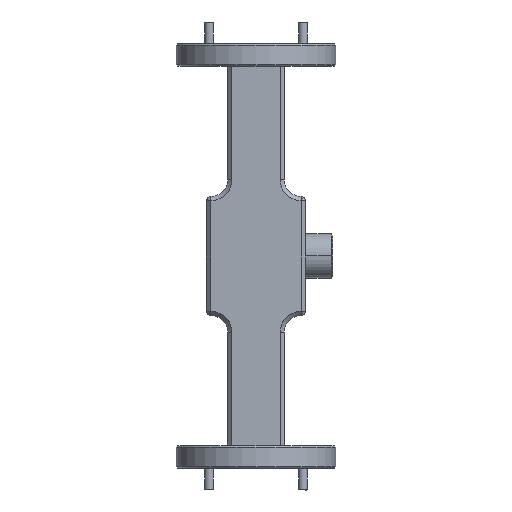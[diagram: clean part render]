
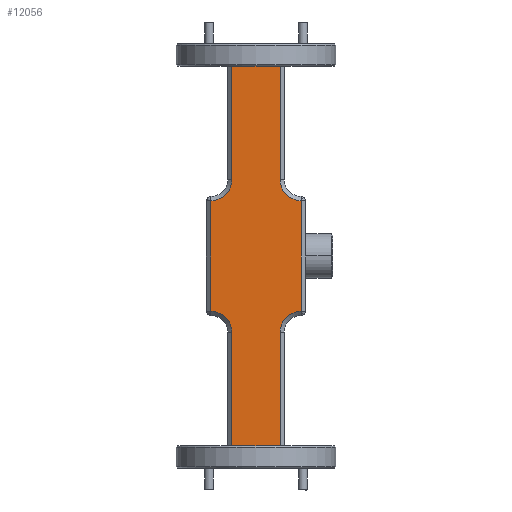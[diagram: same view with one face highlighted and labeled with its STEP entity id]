
A CAD part, front view. The second image highlights one B-rep face of the part: STEP entity #12056.
In plain terms, the highlighted planar face has unit normal (0, -1, 0).
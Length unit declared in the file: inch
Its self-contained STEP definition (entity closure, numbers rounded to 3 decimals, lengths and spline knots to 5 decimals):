
#61 = DIRECTION ( 'NONE',  ( 0., 0., 1. ) ) ;
#498 = AXIS2_PLACEMENT_3D ( 'NONE', #1825, #6381, #61 ) ;
#722 = LINE ( 'NONE', #11928, #7901 ) ;
#799 = ORIENTED_EDGE ( 'NONE', *, *, #9197, .T. ) ;
#875 = DIRECTION ( 'NONE',  ( 0., 0., 1. ) ) ;
#993 = CARTESIAN_POINT ( 'NONE',  ( -0.17, -0.15, -1.5 ) ) ;
#1019 = VERTEX_POINT ( 'NONE', #8524 ) ;
#1193 = EDGE_CURVE ( 'NONE', #3409, #1019, #11647, .T. ) ;
#1320 = EDGE_CURVE ( 'NONE', #11384, #6136, #7465, .T. ) ;
#1329 = CARTESIAN_POINT ( 'NONE',  ( 0.2, -0.15, 1.34 ) ) ;
#1461 = ORIENTED_EDGE ( 'NONE', *, *, #5084, .T. ) ;
#1462 = CARTESIAN_POINT ( 'NONE',  ( -0.32, -0.15, -0.39 ) ) ;
#1627 = VERTEX_POINT ( 'NONE', #11069 ) ;
#1825 = CARTESIAN_POINT ( 'NONE',  ( -0.32, -0.15, -0.54 ) ) ;
#1917 = AXIS2_PLACEMENT_3D ( 'NONE', #11397, #8645, #5706 ) ;
#2131 = FACE_OUTER_BOUND ( 'NONE', #4966, .T. ) ;
#2157 = DIRECTION ( 'NONE',  ( -1., 0., 0. ) ) ;
#2274 = VECTOR ( 'NONE', #10130, 39.37008 ) ;
#2735 = EDGE_CURVE ( 'NONE', #11413, #9091, #5609, .T. ) ;
#3005 = VERTEX_POINT ( 'NONE', #7013 ) ;
#3155 = EDGE_CURVE ( 'NONE', #11097, #11413, #3676, .T. ) ;
#3267 = ORIENTED_EDGE ( 'NONE', *, *, #8622, .F. ) ;
#3268 = CARTESIAN_POINT ( 'NONE',  ( 0.17, -0.15, 0.54 ) ) ;
#3356 = CARTESIAN_POINT ( 'NONE',  ( 0.17, -0.15, -1.34 ) ) ;
#3390 = CIRCLE ( 'NONE', #11958, 0.15 ) ;
#3399 = DIRECTION ( 'NONE',  ( 0., 1., 0. ) ) ;
#3409 = VERTEX_POINT ( 'NONE', #8102 ) ;
#3432 = CARTESIAN_POINT ( 'NONE',  ( 0.17, -0.15, -1.5 ) ) ;
#3513 = CARTESIAN_POINT ( 'NONE',  ( -0.17, -0.15, 1.34 ) ) ;
#3676 = LINE ( 'NONE', #993, #6403 ) ;
#3952 = PLANE ( 'NONE',  #1917 ) ;
#4234 = DIRECTION ( 'NONE',  ( 0., 0., 1. ) ) ;
#4447 = ORIENTED_EDGE ( 'NONE', *, *, #7702, .T. ) ;
#4514 = LINE ( 'NONE', #8219, #2274 ) ;
#4679 = DIRECTION ( 'NONE',  ( 0., 0., -1. ) ) ;
#4707 = CARTESIAN_POINT ( 'NONE',  ( -0.17, -0.15, -1.34 ) ) ;
#4966 = EDGE_LOOP ( 'NONE', ( #799, #11362, #3267, #5957, #7521, #1461, #4447, #5456, #10062, #5180, #9159, #8244 ) ) ;
#5055 = CARTESIAN_POINT ( 'NONE',  ( 0.32, -0.15, 0.39 ) ) ;
#5084 = EDGE_CURVE ( 'NONE', #9091, #10541, #4514, .T. ) ;
#5180 = ORIENTED_EDGE ( 'NONE', *, *, #11170, .T. ) ;
#5296 = LINE ( 'NONE', #3432, #6469 ) ;
#5456 = ORIENTED_EDGE ( 'NONE', *, *, #1320, .T. ) ;
#5585 = CARTESIAN_POINT ( 'NONE',  ( -0.17, -0.15, -1.5 ) ) ;
#5609 = CIRCLE ( 'NONE', #10685, 0.15 ) ;
#5677 = DIRECTION ( 'NONE',  ( 1., 0., 0. ) ) ;
#5706 = DIRECTION ( 'NONE',  ( 0., 0., 1. ) ) ;
#5957 = ORIENTED_EDGE ( 'NONE', *, *, #3155, .T. ) ;
#5980 = VERTEX_POINT ( 'NONE', #3268 ) ;
#6006 = CARTESIAN_POINT ( 'NONE',  ( -0.32, -0.15, 0.54 ) ) ;
#6134 = VECTOR ( 'NONE', #2157, 39.37008 ) ;
#6136 = VERTEX_POINT ( 'NONE', #4707 ) ;
#6381 = DIRECTION ( 'NONE',  ( 0., 1., 0. ) ) ;
#6403 = VECTOR ( 'NONE', #8300, 39.37008 ) ;
#6469 = VECTOR ( 'NONE', #875, 39.37008 ) ;
#6771 = LINE ( 'NONE', #10507, #6134 ) ;
#6812 = VECTOR ( 'NONE', #10545, 39.37008 ) ;
#6856 = DIRECTION ( 'NONE',  ( 0., 1., 0. ) ) ;
#6904 = EDGE_CURVE ( 'NONE', #3005, #3409, #3390, .T. ) ;
#7013 = CARTESIAN_POINT ( 'NONE',  ( 0.17, -0.15, -0.54 ) ) ;
#7027 = DIRECTION ( 'NONE',  ( 0., 1., 0. ) ) ;
#7465 = LINE ( 'NONE', #5585, #9565 ) ;
#7466 = CIRCLE ( 'NONE', #498, 0.15 ) ;
#7521 = ORIENTED_EDGE ( 'NONE', *, *, #2735, .T. ) ;
#7627 = LINE ( 'NONE', #1329, #10981 ) ;
#7702 = EDGE_CURVE ( 'NONE', #10541, #11384, #7466, .T. ) ;
#7746 = VERTEX_POINT ( 'NONE', #3356 ) ;
#7897 = CARTESIAN_POINT ( 'NONE',  ( -0.17, -0.15, -0.54 ) ) ;
#7901 = VECTOR ( 'NONE', #10088, 39.37008 ) ;
#7957 = CARTESIAN_POINT ( 'NONE',  ( -0.17, -0.15, 0.54 ) ) ;
#8102 = CARTESIAN_POINT ( 'NONE',  ( 0.32, -0.15, -0.39 ) ) ;
#8219 = CARTESIAN_POINT ( 'NONE',  ( -0.32, -0.15, -0.39 ) ) ;
#8244 = ORIENTED_EDGE ( 'NONE', *, *, #1193, .T. ) ;
#8300 = DIRECTION ( 'NONE',  ( 0., 0., -1. ) ) ;
#8524 = CARTESIAN_POINT ( 'NONE',  ( 0.32, -0.15, 0.39 ) ) ;
#8622 = EDGE_CURVE ( 'NONE', #11097, #1627, #7627, .T. ) ;
#8645 = DIRECTION ( 'NONE',  ( 0., 1., 0. ) ) ;
#8710 = DIRECTION ( 'NONE',  ( 0., 0., 1. ) ) ;
#8883 = CARTESIAN_POINT ( 'NONE',  ( 0.32, -0.15, 0.54 ) ) ;
#8928 = EDGE_CURVE ( 'NONE', #5980, #1627, #5296, .T. ) ;
#9068 = CIRCLE ( 'NONE', #10819, 0.15 ) ;
#9091 = VERTEX_POINT ( 'NONE', #10182 ) ;
#9159 = ORIENTED_EDGE ( 'NONE', *, *, #6904, .T. ) ;
#9197 = EDGE_CURVE ( 'NONE', #1019, #5980, #9068, .T. ) ;
#9565 = VECTOR ( 'NONE', #4679, 39.37008 ) ;
#9628 = CARTESIAN_POINT ( 'NONE',  ( 0.32, -0.15, -0.54 ) ) ;
#10062 = ORIENTED_EDGE ( 'NONE', *, *, #10278, .F. ) ;
#10088 = DIRECTION ( 'NONE',  ( 0., 0., 1. ) ) ;
#10130 = DIRECTION ( 'NONE',  ( 0., 0., -1. ) ) ;
#10182 = CARTESIAN_POINT ( 'NONE',  ( -0.32, -0.15, 0.39 ) ) ;
#10278 = EDGE_CURVE ( 'NONE', #7746, #6136, #6771, .T. ) ;
#10507 = CARTESIAN_POINT ( 'NONE',  ( 0.2, -0.15, -1.34 ) ) ;
#10541 = VERTEX_POINT ( 'NONE', #1462 ) ;
#10545 = DIRECTION ( 'NONE',  ( 0., 0., 1. ) ) ;
#10685 = AXIS2_PLACEMENT_3D ( 'NONE', #6006, #7027, #4234 ) ;
#10819 = AXIS2_PLACEMENT_3D ( 'NONE', #8883, #3399, #11690 ) ;
#10981 = VECTOR ( 'NONE', #5677, 39.37008 ) ;
#11069 = CARTESIAN_POINT ( 'NONE',  ( 0.17, -0.15, 1.34 ) ) ;
#11097 = VERTEX_POINT ( 'NONE', #3513 ) ;
#11170 = EDGE_CURVE ( 'NONE', #7746, #3005, #722, .T. ) ;
#11362 = ORIENTED_EDGE ( 'NONE', *, *, #8928, .T. ) ;
#11384 = VERTEX_POINT ( 'NONE', #7897 ) ;
#11397 = CARTESIAN_POINT ( 'NONE',  ( 0.2, -0.15, -1.5 ) ) ;
#11413 = VERTEX_POINT ( 'NONE', #7957 ) ;
#11647 = LINE ( 'NONE', #5055, #6812 ) ;
#11690 = DIRECTION ( 'NONE',  ( 0., 0., 1. ) ) ;
#11928 = CARTESIAN_POINT ( 'NONE',  ( 0.17, -0.15, -1.5 ) ) ;
#11958 = AXIS2_PLACEMENT_3D ( 'NONE', #9628, #6856, #8710 ) ;
#12056 = ADVANCED_FACE ( 'NONE', ( #2131 ), #3952, .F. ) ;
